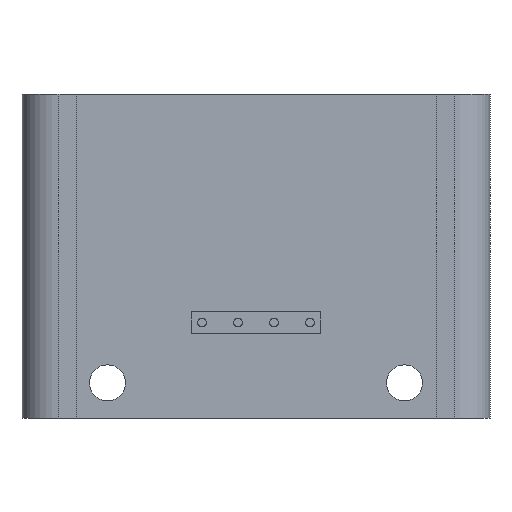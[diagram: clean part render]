
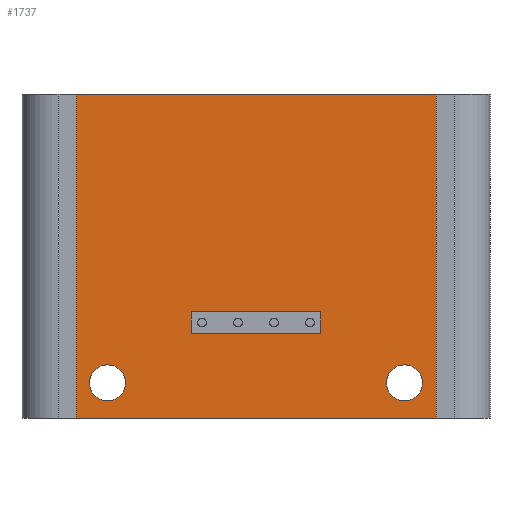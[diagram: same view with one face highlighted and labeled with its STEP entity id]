
A CAD part, front view. The second image highlights one B-rep face of the part: STEP entity #1737.
In plain terms, the highlighted planar face has unit normal (0, -1, 0).
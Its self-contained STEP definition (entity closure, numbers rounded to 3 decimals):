
#18 = VERTEX_POINT ( 'NONE', #1836 ) ;
#110 = EDGE_CURVE ( 'NONE', #1932, #1668, #1888, .T. ) ;
#164 = CARTESIAN_POINT ( 'NONE',  ( 18.25, 0., 16.05 ) ) ;
#317 = LINE ( 'NONE', #318, #319 ) ;
#318 = CARTESIAN_POINT ( 'NONE',  ( -1.75, 0., -1.95 ) ) ;
#319 = VECTOR ( 'NONE', #320, 1000. ) ;
#320 = DIRECTION ( 'NONE',  ( 0., 0., 1. ) ) ;
#339 = CARTESIAN_POINT ( 'NONE',  ( 4.65, 0., 3.95 ) ) ;
#470 = CARTESIAN_POINT ( 'NONE',  ( 11.85, 0., 2.75 ) ) ;
#497 = CIRCLE ( 'NONE', #498, 1. ) ;
#498 = AXIS2_PLACEMENT_3D ( 'NONE', #499, #502, #503 ) ;
#499 = CARTESIAN_POINT ( 'NONE',  ( 16.5, 0., 0. ) ) ;
#502 = DIRECTION ( 'NONE',  ( 0., -1., 0. ) ) ;
#503 = DIRECTION ( 'NONE',  ( 0., 0., -1. ) ) ;
#521 = CARTESIAN_POINT ( 'NONE',  ( 16.5, 0., -1. ) ) ;
#607 = LINE ( 'NONE', #608, #609 ) ;
#608 = CARTESIAN_POINT ( 'NONE',  ( 11.85, 0., 3.95 ) ) ;
#609 = VECTOR ( 'NONE', #610, 1000. ) ;
#610 = DIRECTION ( 'NONE',  ( 0., 0., 1. ) ) ;
#622 = CARTESIAN_POINT ( 'NONE',  ( 16.5, 0., 1. ) ) ;
#633 = ORIENTED_EDGE ( 'NONE', *, *, #1628, .F. ) ;
#654 = CIRCLE ( 'NONE', #655, 1. ) ;
#655 = AXIS2_PLACEMENT_3D ( 'NONE', #656, #657, #658 ) ;
#656 = CARTESIAN_POINT ( 'NONE',  ( 16.5, 0., 0. ) ) ;
#657 = DIRECTION ( 'NONE',  ( 0., -1., 0. ) ) ;
#658 = DIRECTION ( 'NONE',  ( 0., 0., -1. ) ) ;
#659 = CARTESIAN_POINT ( 'NONE',  ( 4.65, 0., 2.75 ) ) ;
#727 = ORIENTED_EDGE ( 'NONE', *, *, #110, .F. ) ;
#751 = LINE ( 'NONE', #752, #753 ) ;
#752 = CARTESIAN_POINT ( 'NONE',  ( 18.25, 0., -1.95 ) ) ;
#753 = VECTOR ( 'NONE', #754, 1000. ) ;
#754 = DIRECTION ( 'NONE',  ( 0., 0., -1. ) ) ;
#766 = LINE ( 'NONE', #767, #768 ) ;
#767 = CARTESIAN_POINT ( 'NONE',  ( 11.85, 0., 3.95 ) ) ;
#768 = VECTOR ( 'NONE', #769, 1000. ) ;
#769 = DIRECTION ( 'NONE',  ( -1., 0., 0. ) ) ;
#821 = EDGE_CURVE ( 'NONE', #1618, #1347, #607, .T. ) ;
#881 = CARTESIAN_POINT ( 'NONE',  ( 11.85, 0., 3.95 ) ) ;
#907 = EDGE_CURVE ( 'NONE', #1652, #1632, #654, .T. ) ;
#992 = FACE_BOUND ( 'NONE', #1598, .T. ) ;
#993 = FACE_BOUND ( 'NONE', #1055, .T. ) ;
#994 = FACE_BOUND ( 'NONE', #1820, .T. ) ;
#995 = FACE_OUTER_BOUND ( 'NONE', #1788, .T. ) ;
#996 = PLANE ( 'NONE',  #997 ) ;
#997 = AXIS2_PLACEMENT_3D ( 'NONE', #998, #999, #1000 ) ;
#998 = CARTESIAN_POINT ( 'NONE',  ( 18.25, 0., 16.05 ) ) ;
#999 = DIRECTION ( 'NONE',  ( 0., -1., 0. ) ) ;
#1000 = DIRECTION ( 'NONE',  ( 0., 0., -1. ) ) ;
#1021 = EDGE_CURVE ( 'NONE', #1919, #18, #751, .T. ) ;
#1055 = EDGE_LOOP ( 'NONE', ( #1961, #633 ) ) ;
#1129 = EDGE_CURVE ( 'NONE', #1347, #1932, #766, .T. ) ;
#1165 = CARTESIAN_POINT ( 'NONE',  ( 0., 0., -1. ) ) ;
#1166 = CIRCLE ( 'NONE', #1167, 1. ) ;
#1167 = AXIS2_PLACEMENT_3D ( 'NONE', #1168, #1169, #1170 ) ;
#1168 = CARTESIAN_POINT ( 'NONE',  ( 0., 0., 0. ) ) ;
#1169 = DIRECTION ( 'NONE',  ( 0., -1., 0. ) ) ;
#1170 = DIRECTION ( 'NONE',  ( 0., 0., -1. ) ) ;
#1218 = CARTESIAN_POINT ( 'NONE',  ( -1.75, 0., -1.95 ) ) ;
#1257 = LINE ( 'NONE', #1258, #1259 ) ;
#1258 = CARTESIAN_POINT ( 'NONE',  ( 18.25, 0., 16.05 ) ) ;
#1259 = VECTOR ( 'NONE', #1260, 1000. ) ;
#1260 = DIRECTION ( 'NONE',  ( 1., 0., 0. ) ) ;
#1270 = CARTESIAN_POINT ( 'NONE',  ( -1.75, 0., 16.05 ) ) ;
#1324 = CARTESIAN_POINT ( 'NONE',  ( 0., 0., 1. ) ) ;
#1347 = VERTEX_POINT ( 'NONE', #881 ) ;
#1386 = CIRCLE ( 'NONE', #1387, 1. ) ;
#1387 = AXIS2_PLACEMENT_3D ( 'NONE', #1388, #1389, #1390 ) ;
#1388 = CARTESIAN_POINT ( 'NONE',  ( 0., 0., 0. ) ) ;
#1389 = DIRECTION ( 'NONE',  ( 0., -1., 0. ) ) ;
#1390 = DIRECTION ( 'NONE',  ( 0., 0., -1. ) ) ;
#1423 = LINE ( 'NONE', #1424, #1425 ) ;
#1424 = CARTESIAN_POINT ( 'NONE',  ( 11.85, 0., 2.75 ) ) ;
#1425 = VECTOR ( 'NONE', #1426, 1000. ) ;
#1426 = DIRECTION ( 'NONE',  ( 1., 0., 0. ) ) ;
#1448 = LINE ( 'NONE', #1449, #1451 ) ;
#1449 = CARTESIAN_POINT ( 'NONE',  ( 18.25, 0., -1.95 ) ) ;
#1451 = VECTOR ( 'NONE', #1452, 1000. ) ;
#1452 = DIRECTION ( 'NONE',  ( -1., 0., 0. ) ) ;
#1517 = VERTEX_POINT ( 'NONE', #1165 ) ;
#1518 = EDGE_CURVE ( 'NONE', #1803, #1517, #1166, .T. ) ;
#1527 = EDGE_CURVE ( 'NONE', #1985, #1919, #1257, .T. ) ;
#1541 = ORIENTED_EDGE ( 'NONE', *, *, #1129, .F. ) ;
#1550 = EDGE_CURVE ( 'NONE', #1668, #1618, #1423, .T. ) ;
#1555 = ORIENTED_EDGE ( 'NONE', *, *, #821, .F. ) ;
#1556 = EDGE_CURVE ( 'NONE', #18, #1783, #1448, .T. ) ;
#1596 = EDGE_CURVE ( 'NONE', #1783, #1985, #317, .T. ) ;
#1598 = EDGE_LOOP ( 'NONE', ( #1972, #727, #1541, #1555 ) ) ;
#1617 = ORIENTED_EDGE ( 'NONE', *, *, #1021, .F. ) ;
#1618 = VERTEX_POINT ( 'NONE', #470 ) ;
#1628 = EDGE_CURVE ( 'NONE', #1632, #1652, #497, .T. ) ;
#1632 = VERTEX_POINT ( 'NONE', #521 ) ;
#1652 = VERTEX_POINT ( 'NONE', #622 ) ;
#1668 = VERTEX_POINT ( 'NONE', #659 ) ;
#1725 = ORIENTED_EDGE ( 'NONE', *, *, #1825, .F. ) ;
#1737 = ADVANCED_FACE ( 'NONE', ( #992, #993, #994, #995 ), #996, .T. ) ;
#1783 = VERTEX_POINT ( 'NONE', #1218 ) ;
#1788 = EDGE_LOOP ( 'NONE', ( #1617, #1934, #2008, #2007 ) ) ;
#1803 = VERTEX_POINT ( 'NONE', #1324 ) ;
#1820 = EDGE_LOOP ( 'NONE', ( #1917, #1725 ) ) ;
#1825 = EDGE_CURVE ( 'NONE', #1517, #1803, #1386, .T. ) ;
#1836 = CARTESIAN_POINT ( 'NONE',  ( 18.25, 0., -1.95 ) ) ;
#1888 = LINE ( 'NONE', #1889, #1890 ) ;
#1889 = CARTESIAN_POINT ( 'NONE',  ( 4.65, 0., 3.95 ) ) ;
#1890 = VECTOR ( 'NONE', #1891, 1000. ) ;
#1891 = DIRECTION ( 'NONE',  ( 0., 0., -1. ) ) ;
#1917 = ORIENTED_EDGE ( 'NONE', *, *, #1518, .F. ) ;
#1919 = VERTEX_POINT ( 'NONE', #164 ) ;
#1932 = VERTEX_POINT ( 'NONE', #339 ) ;
#1934 = ORIENTED_EDGE ( 'NONE', *, *, #1527, .F. ) ;
#1961 = ORIENTED_EDGE ( 'NONE', *, *, #907, .F. ) ;
#1972 = ORIENTED_EDGE ( 'NONE', *, *, #1550, .F. ) ;
#1985 = VERTEX_POINT ( 'NONE', #1270 ) ;
#2007 = ORIENTED_EDGE ( 'NONE', *, *, #1556, .F. ) ;
#2008 = ORIENTED_EDGE ( 'NONE', *, *, #1596, .F. ) ;
